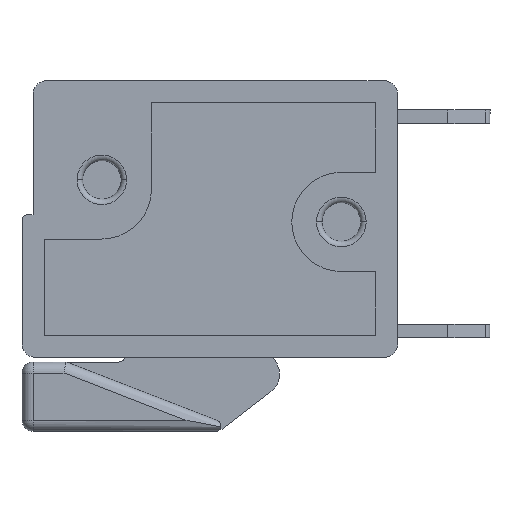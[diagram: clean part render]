
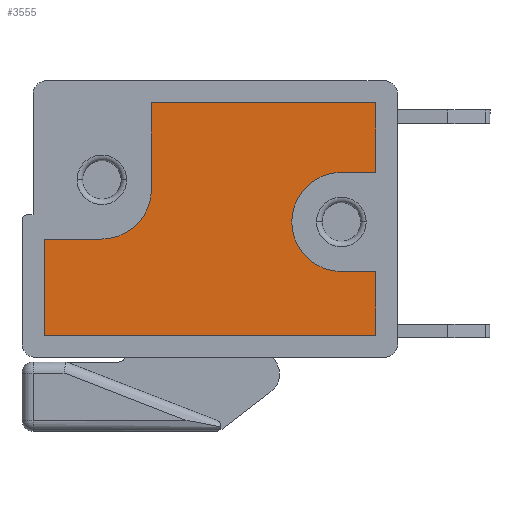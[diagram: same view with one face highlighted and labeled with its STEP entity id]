
A CAD part, left-side view. The second image highlights one B-rep face of the part: STEP entity #3555.
In plain terms, the highlighted face is planar.
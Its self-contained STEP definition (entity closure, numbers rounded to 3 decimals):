
#131 = VERTEX_POINT ( 'NONE', #3273 ) ;
#161 = EDGE_CURVE ( 'NONE', #5904, #634, #4993, .T. ) ;
#398 = CARTESIAN_POINT ( 'NONE',  ( 6.025, -4.225, -5.02 ) ) ;
#467 = EDGE_CURVE ( 'NONE', #7523, #3992, #1736, .T. ) ;
#469 = AXIS2_PLACEMENT_3D ( 'NONE', #4867, #929, #6032 ) ;
#541 = CARTESIAN_POINT ( 'NONE',  ( -3.925, 0.725, -5.02 ) ) ;
#614 = CARTESIAN_POINT ( 'NONE',  ( -3.925, -1.075, -5.02 ) ) ;
#634 = VERTEX_POINT ( 'NONE', #2855 ) ;
#852 = DIRECTION ( 'NONE',  ( 0., 0., 1. ) ) ;
#879 = CIRCLE ( 'NONE', #8123, 1.8 ) ;
#929 = DIRECTION ( 'NONE',  ( 0., 0., 1. ) ) ;
#936 = VERTEX_POINT ( 'NONE', #2464 ) ;
#981 = CARTESIAN_POINT ( 'NONE',  ( 6.025, -1.695, -5.02 ) ) ;
#1020 = LINE ( 'NONE', #541, #2905 ) ;
#1021 = CARTESIAN_POINT ( 'NONE',  ( -6.025, 4.225, -5.02 ) ) ;
#1075 = ORIENTED_EDGE ( 'NONE', *, *, #4743, .T. ) ;
#1158 = DIRECTION ( 'NONE',  ( 1., 0., 0. ) ) ;
#1178 = ORIENTED_EDGE ( 'NONE', *, *, #4154, .T. ) ;
#1243 = DIRECTION ( 'NONE',  ( 0., 0., 1. ) ) ;
#1348 = ORIENTED_EDGE ( 'NONE', *, *, #7219, .T. ) ;
#1378 = DIRECTION ( 'NONE',  ( 0., -1., 0. ) ) ;
#1482 = DIRECTION ( 'NONE',  ( 0., 1., 0. ) ) ;
#1649 = VECTOR ( 'NONE', #5810, 1000. ) ;
#1655 = VERTEX_POINT ( 'NONE', #1021 ) ;
#1695 = CARTESIAN_POINT ( 'NONE',  ( 6.025, 1.905, -5.02 ) ) ;
#1736 = LINE ( 'NONE', #4321, #2110 ) ;
#1860 = LINE ( 'NONE', #2137, #3525 ) ;
#1883 = EDGE_CURVE ( 'NONE', #6967, #1655, #5324, .T. ) ;
#1975 = VECTOR ( 'NONE', #2788, 1000. ) ;
#1981 = EDGE_CURVE ( 'NONE', #634, #2201, #7323, .T. ) ;
#1988 = CARTESIAN_POINT ( 'NONE',  ( -6.025, 4.225, -5.02 ) ) ;
#2110 = VECTOR ( 'NONE', #6813, 1000. ) ;
#2137 = CARTESIAN_POINT ( 'NONE',  ( 6.025, 4.225, -5.02 ) ) ;
#2201 = VERTEX_POINT ( 'NONE', #6400 ) ;
#2464 = CARTESIAN_POINT ( 'NONE',  ( 6.025, 4.225, -5.02 ) ) ;
#2679 = CARTESIAN_POINT ( 'NONE',  ( 6.025, -4.225, -5.02 ) ) ;
#2751 = DIRECTION ( 'NONE',  ( 0., -1., 0. ) ) ;
#2788 = DIRECTION ( 'NONE',  ( 1., 0., 0. ) ) ;
#2855 = CARTESIAN_POINT ( 'NONE',  ( -2.125, -4.225, -5.02 ) ) ;
#2905 = VECTOR ( 'NONE', #8152, 1000. ) ;
#3055 = LINE ( 'NONE', #1988, #4523 ) ;
#3273 = CARTESIAN_POINT ( 'NONE',  ( 6.025, -1.695, -5.02 ) ) ;
#3313 = CARTESIAN_POINT ( 'NONE',  ( -6.025, 0.725, -5.02 ) ) ;
#3474 = DIRECTION ( 'NONE',  ( -1., 0., 0. ) ) ;
#3525 = VECTOR ( 'NONE', #2751, 1000. ) ;
#3527 = ORIENTED_EDGE ( 'NONE', *, *, #5597, .T. ) ;
#3543 = CARTESIAN_POINT ( 'NONE',  ( -6.025, 0.725, -5.02 ) ) ;
#3555 = ADVANCED_FACE ( 'NONE', ( #3941 ), #4875, .T. ) ;
#3601 = ORIENTED_EDGE ( 'NONE', *, *, #6663, .T. ) ;
#3673 = ORIENTED_EDGE ( 'NONE', *, *, #467, .T. ) ;
#3691 = ORIENTED_EDGE ( 'NONE', *, *, #5200, .T. ) ;
#3941 = FACE_OUTER_BOUND ( 'NONE', #4296, .T. ) ;
#3960 = AXIS2_PLACEMENT_3D ( 'NONE', #7891, #1243, #5878 ) ;
#3972 = DIRECTION ( 'NONE',  ( 0., 0., -1. ) ) ;
#3992 = VERTEX_POINT ( 'NONE', #7301 ) ;
#4051 = CARTESIAN_POINT ( 'NONE',  ( 2.975, 0.105, -5.02 ) ) ;
#4154 = EDGE_CURVE ( 'NONE', #2201, #6007, #879, .T. ) ;
#4296 = EDGE_LOOP ( 'NONE', ( #1178, #3527, #7102, #6290, #7801, #3673, #3691, #1075, #1348, #3601, #7157, #6273 ) ) ;
#4309 = CARTESIAN_POINT ( 'NONE',  ( 4.775, -1.695, -5.02 ) ) ;
#4321 = CARTESIAN_POINT ( 'NONE',  ( 6.025, 1.905, -5.02 ) ) ;
#4523 = VECTOR ( 'NONE', #1158, 1000. ) ;
#4550 = VERTEX_POINT ( 'NONE', #4309 ) ;
#4657 = VECTOR ( 'NONE', #1378, 1000. ) ;
#4743 = EDGE_CURVE ( 'NONE', #7242, #4550, #5413, .T. ) ;
#4781 = EDGE_CURVE ( 'NONE', #936, #7523, #1860, .T. ) ;
#4867 = CARTESIAN_POINT ( 'NONE',  ( 4.775, 0.105, -5.02 ) ) ;
#4875 = PLANE ( 'NONE',  #7914 ) ;
#4966 = DIRECTION ( 'NONE',  ( -1., 0., 0. ) ) ;
#4993 = LINE ( 'NONE', #398, #1649 ) ;
#5200 = EDGE_CURVE ( 'NONE', #3992, #7242, #7533, .T. ) ;
#5264 = CARTESIAN_POINT ( 'NONE',  ( -3.925, 0.725, -5.02 ) ) ;
#5324 = LINE ( 'NONE', #3313, #8183 ) ;
#5413 = CIRCLE ( 'NONE', #469, 1.8 ) ;
#5597 = EDGE_CURVE ( 'NONE', #6007, #6967, #1020, .T. ) ;
#5810 = DIRECTION ( 'NONE',  ( -1., 0., 0. ) ) ;
#5836 = VECTOR ( 'NONE', #1482, 1000. ) ;
#5865 = CARTESIAN_POINT ( 'NONE',  ( -2.125, -4.225, -5.02 ) ) ;
#5878 = DIRECTION ( 'NONE',  ( -1., 0., 0. ) ) ;
#5904 = VERTEX_POINT ( 'NONE', #2679 ) ;
#6007 = VERTEX_POINT ( 'NONE', #5264 ) ;
#6032 = DIRECTION ( 'NONE',  ( -1., 0., 0. ) ) ;
#6273 = ORIENTED_EDGE ( 'NONE', *, *, #1981, .T. ) ;
#6290 = ORIENTED_EDGE ( 'NONE', *, *, #8170, .T. ) ;
#6400 = CARTESIAN_POINT ( 'NONE',  ( -2.125, -1.075, -5.02 ) ) ;
#6474 = CARTESIAN_POINT ( 'NONE',  ( 4.775, -1.695, -5.02 ) ) ;
#6522 = LINE ( 'NONE', #981, #4657 ) ;
#6604 = LINE ( 'NONE', #6474, #1975 ) ;
#6663 = EDGE_CURVE ( 'NONE', #131, #5904, #6522, .T. ) ;
#6813 = DIRECTION ( 'NONE',  ( -1., 0., 0. ) ) ;
#6967 = VERTEX_POINT ( 'NONE', #3543 ) ;
#7073 = CARTESIAN_POINT ( 'NONE',  ( -3.925, -1.075, -5.02 ) ) ;
#7102 = ORIENTED_EDGE ( 'NONE', *, *, #1883, .T. ) ;
#7157 = ORIENTED_EDGE ( 'NONE', *, *, #161, .T. ) ;
#7219 = EDGE_CURVE ( 'NONE', #4550, #131, #6604, .T. ) ;
#7242 = VERTEX_POINT ( 'NONE', #4051 ) ;
#7301 = CARTESIAN_POINT ( 'NONE',  ( 4.775, 1.905, -5.02 ) ) ;
#7323 = LINE ( 'NONE', #5865, #5836 ) ;
#7523 = VERTEX_POINT ( 'NONE', #1695 ) ;
#7533 = CIRCLE ( 'NONE', #3960, 1.8 ) ;
#7748 = DIRECTION ( 'NONE',  ( 0., 1., 0. ) ) ;
#7801 = ORIENTED_EDGE ( 'NONE', *, *, #4781, .T. ) ;
#7891 = CARTESIAN_POINT ( 'NONE',  ( 4.775, 0.105, -5.02 ) ) ;
#7914 = AXIS2_PLACEMENT_3D ( 'NONE', #614, #3972, #3474 ) ;
#8123 = AXIS2_PLACEMENT_3D ( 'NONE', #7073, #852, #4966 ) ;
#8152 = DIRECTION ( 'NONE',  ( -1., 0., 0. ) ) ;
#8170 = EDGE_CURVE ( 'NONE', #1655, #936, #3055, .T. ) ;
#8183 = VECTOR ( 'NONE', #7748, 1000. ) ;
